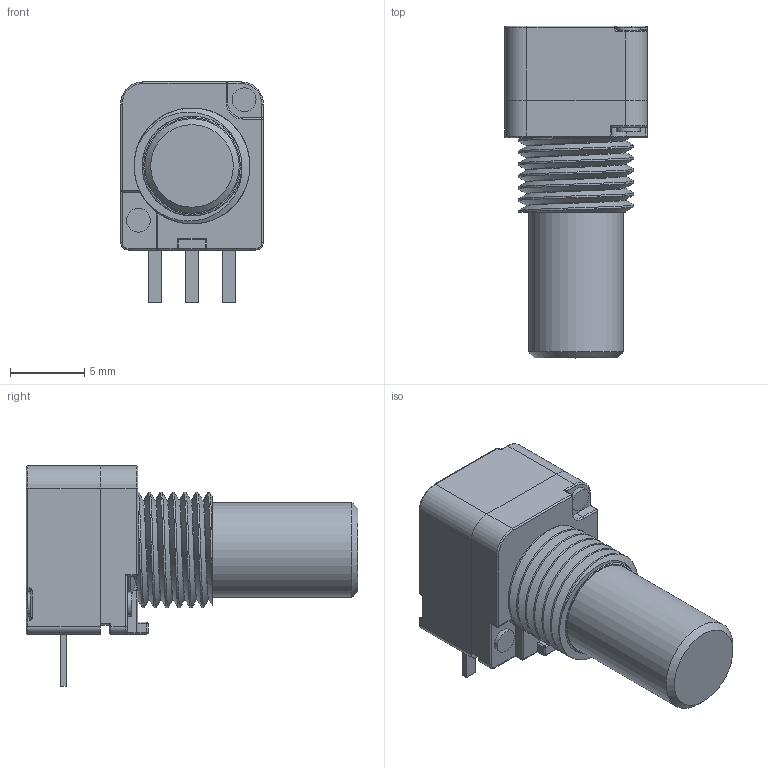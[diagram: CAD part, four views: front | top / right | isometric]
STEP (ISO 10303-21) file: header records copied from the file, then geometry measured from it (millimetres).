
FILE_DESCRIPTION((' '),'2;1');
FILE_NAME( 'RD901F-20-15R1.stp', '2022-08-29T14:49:58', (' '), ('--- Datakit www.datakit.com---'), ' Datakit CrossCadWare V2022.3 Jun 15 2022', 'DATAKIT 2022 (c)', ' ');
FILE_SCHEMA(('AP242_MANAGED_MODEL_BASED_3D_ENGINEERING_MIM_LF { 1 0 10303 442 1 1 4 }'));
Length unit declared in the file: millimetre
Products named in the file (1): RD901F-20-15R1
Bounding box: 9.6 x 22.3 x 14.8 mm (x, y, z)
Volume: 1340 mm3; surface area: 1214.1 mm2
Topology: 5 solids, 5 shells, 174 faces, 398 edges, 227 vertices
Faces by surface type: cylinder 72, plane 56, torus 24, sphere 12, bspline 9, cone 1
Full cylindrical faces by diameter (mm): 1.6 x4, 6.35 x1
Entity records: 7668 total; most frequent: CARTESIAN_POINT 3794, DIRECTION 841, ORIENTED_EDGE 756, EDGE_CURVE 378, AXIS2_PLACEMENT_3D 329, VERTEX_POINT 226, EDGE_LOOP 186, VECTOR 183
